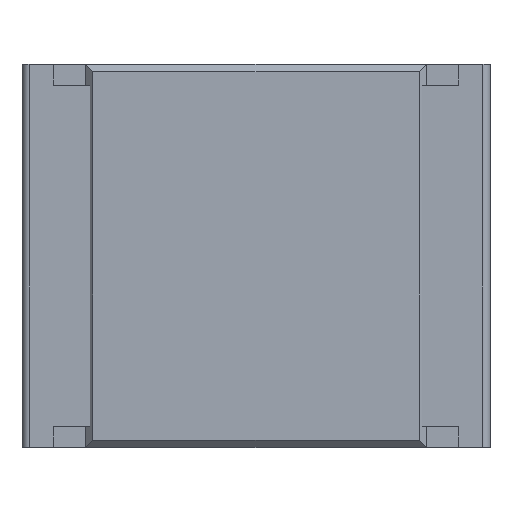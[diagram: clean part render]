
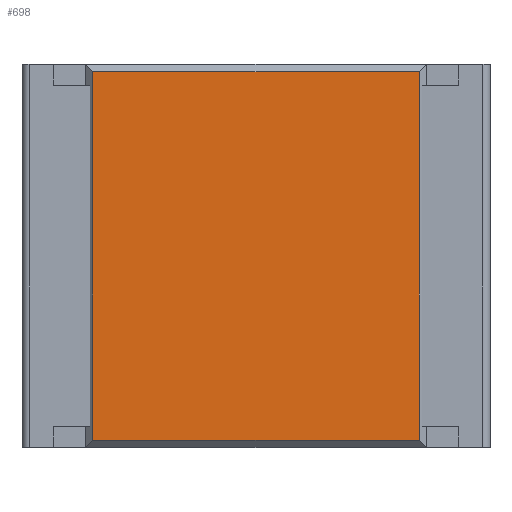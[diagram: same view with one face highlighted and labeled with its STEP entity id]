
A CAD part, top view. The second image highlights one B-rep face of the part: STEP entity #698.
In plain terms, the highlighted planar face has unit normal (0, 0, 1).
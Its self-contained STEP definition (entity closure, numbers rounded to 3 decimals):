
#94 = DIRECTION ( 'NONE',  ( 1., 0., 0. ) ) ;
#113 = LINE ( 'NONE', #1361, #758 ) ;
#223 = DIRECTION ( 'NONE',  ( 1., 0., 0. ) ) ;
#328 = VERTEX_POINT ( 'NONE', #1403 ) ;
#375 = AXIS2_PLACEMENT_3D ( 'NONE', #1105, #735, #94 ) ;
#406 = ORIENTED_EDGE ( 'NONE', *, *, #1267, .F. ) ;
#457 = LINE ( 'NONE', #941, #657 ) ;
#459 = CARTESIAN_POINT ( 'NONE',  ( -1.15, 1.3, 0.6 ) ) ;
#636 = EDGE_CURVE ( 'NONE', #767, #1624, #1051, .T. ) ;
#642 = EDGE_CURVE ( 'NONE', #1154, #1624, #1084, .T. ) ;
#657 = VECTOR ( 'NONE', #1589, 1000. ) ;
#698 = ADVANCED_FACE ( 'NONE', ( #833 ), #1120, .T. ) ;
#735 = DIRECTION ( 'NONE',  ( 0., 0., 1. ) ) ;
#758 = VECTOR ( 'NONE', #844, 1000. ) ;
#767 = VERTEX_POINT ( 'NONE', #998 ) ;
#772 = EDGE_LOOP ( 'NONE', ( #406, #1230, #1321, #1576 ) ) ;
#781 = VECTOR ( 'NONE', #1314, 1000. ) ;
#816 = CARTESIAN_POINT ( 'NONE',  ( 1.15, 1.3, 0.6 ) ) ;
#833 = FACE_OUTER_BOUND ( 'NONE', #772, .T. ) ;
#844 = DIRECTION ( 'NONE',  ( -1., 0., 0. ) ) ;
#941 = CARTESIAN_POINT ( 'NONE',  ( -1.15, 0., 0.6 ) ) ;
#998 = CARTESIAN_POINT ( 'NONE',  ( 1.15, -1.3, 0.6 ) ) ;
#1051 = LINE ( 'NONE', #1534, #781 ) ;
#1084 = LINE ( 'NONE', #1111, #1274 ) ;
#1105 = CARTESIAN_POINT ( 'NONE',  ( 0., 0., 0.6 ) ) ;
#1111 = CARTESIAN_POINT ( 'NONE',  ( 1.2, 1.3, 0.6 ) ) ;
#1120 = PLANE ( 'NONE',  #375 ) ;
#1154 = VERTEX_POINT ( 'NONE', #459 ) ;
#1230 = ORIENTED_EDGE ( 'NONE', *, *, #636, .T. ) ;
#1267 = EDGE_CURVE ( 'NONE', #767, #328, #113, .T. ) ;
#1274 = VECTOR ( 'NONE', #223, 1000. ) ;
#1314 = DIRECTION ( 'NONE',  ( 0., 1., 0. ) ) ;
#1321 = ORIENTED_EDGE ( 'NONE', *, *, #642, .F. ) ;
#1361 = CARTESIAN_POINT ( 'NONE',  ( -1.2, -1.3, 0.6 ) ) ;
#1403 = CARTESIAN_POINT ( 'NONE',  ( -1.15, -1.3, 0.6 ) ) ;
#1534 = CARTESIAN_POINT ( 'NONE',  ( 1.15, 0., 0.6 ) ) ;
#1576 = ORIENTED_EDGE ( 'NONE', *, *, #1625, .T. ) ;
#1589 = DIRECTION ( 'NONE',  ( 0., -1., 0. ) ) ;
#1624 = VERTEX_POINT ( 'NONE', #816 ) ;
#1625 = EDGE_CURVE ( 'NONE', #1154, #328, #457, .T. ) ;
